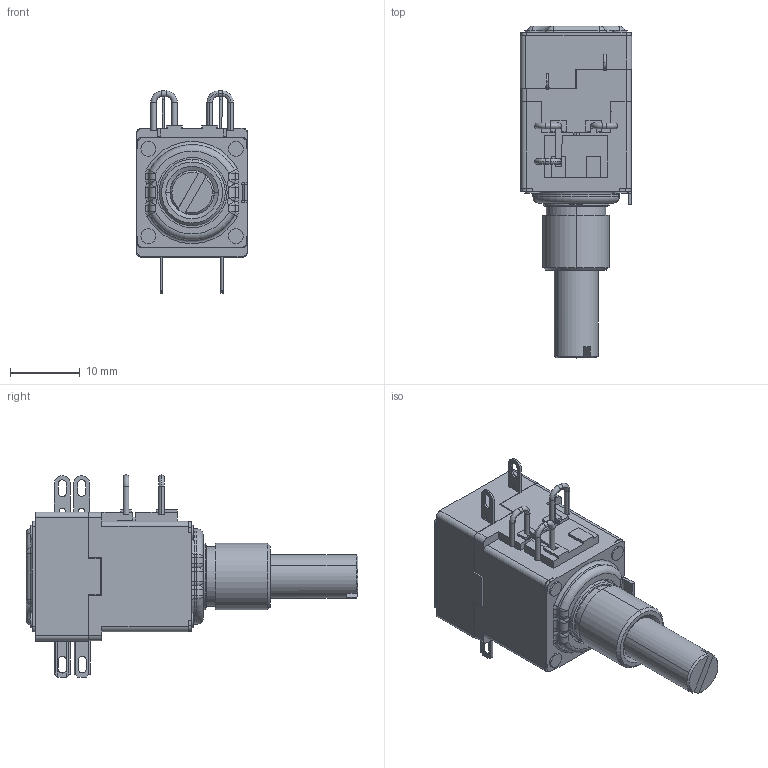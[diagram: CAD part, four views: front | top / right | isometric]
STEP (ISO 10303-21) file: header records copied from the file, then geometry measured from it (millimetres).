
FILE_DESCRIPTION((''),'2;1');
FILE_NAME('86A2A-B28-XXX_R51L','2016-03-23T',('rickb'),('Bourns, Inc.'),'PRO/ENGINEER BY PARAMETRIC TECHNOLOGY CORPORATION, 2012230','PRO/ENGINEER BY PARAMETRIC TECHNOLOGY CORPORATION, 2012230','');
FILE_SCHEMA(('CONFIG_CONTROL_DESIGN'));
Length unit declared in the file: inch
Products named in the file (1): 86A2A-B28-XXX_R51L
Bounding box: 16.03 x 47.68 x 29.05 mm (x, y, z)
Volume: 7509.7 mm3; surface area: 5083.9 mm2
Topology: 1 solids, 18 shells, 965 faces, 2381 edges, 1478 vertices
Faces by surface type: plane 434, cylinder 321, torus 98, cone 46, sphere 40, bspline 26
Entity records: 29785 total; most frequent: CARTESIAN_POINT 6535, DIRECTION 5002, ORIENTED_EDGE 4754, EDGE_CURVE 2377, AXIS2_PLACEMENT_3D 1810, VERTEX_POINT 1478, VECTOR 1382, LINE 1382
